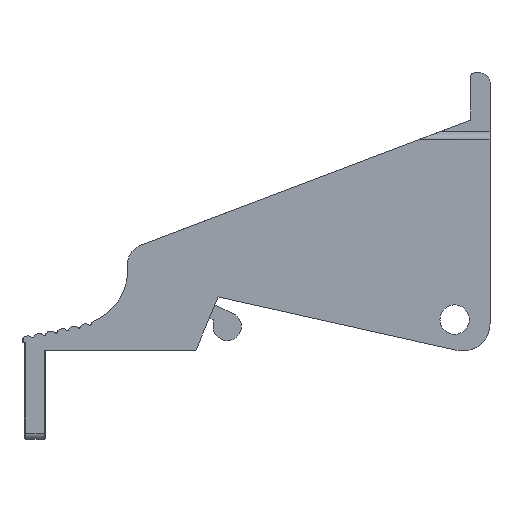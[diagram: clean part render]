
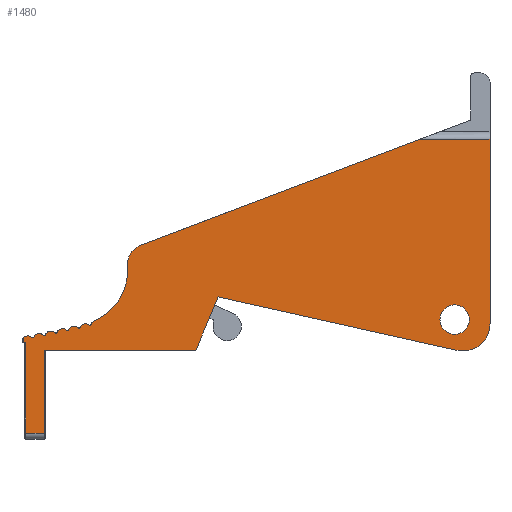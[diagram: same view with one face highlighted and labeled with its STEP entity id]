
A CAD part, left-side view. The second image highlights one B-rep face of the part: STEP entity #1480.
In plain terms, the highlighted planar face has unit normal (-1, 0, 0).
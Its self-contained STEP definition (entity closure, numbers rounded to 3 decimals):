
#1=CARTESIAN_POINT('',(0.,3.,0.36));
#2=DIRECTION('',(-1.,0.,0.));
#3=DIRECTION('',(0.,0.,-1.));
#4=AXIS2_PLACEMENT_3D('',#1,#2,#3);
#6=CARTESIAN_POINT('',(0.,3.,0.36));
#7=DIRECTION('',(-1.,0.,0.));
#8=DIRECTION('',(0.,0.,1.));
#9=AXIS2_PLACEMENT_3D('',#6,#7,#8);
#11=CARTESIAN_POINT('',(0.,35.287,-0.698));
#12=DIRECTION('',(1.,0.,0.));
#13=DIRECTION('',(0.,0.93,0.367));
#14=AXIS2_PLACEMENT_3D('',#11,#12,#13);
#16=CARTESIAN_POINT('',(0.,34.309,-0.49));
#17=DIRECTION('',(1.,0.,0.));
#18=DIRECTION('',(0.,0.93,0.367));
#19=AXIS2_PLACEMENT_3D('',#16,#17,#18);
#21=CARTESIAN_POINT('',(0.,33.354,-0.193));
#22=DIRECTION('',(1.,0.,0.));
#23=DIRECTION('',(0.,0.96,0.28));
#24=AXIS2_PLACEMENT_3D('',#21,#22,#23);
#26=CARTESIAN_POINT('',(0.,35.34,4.505));
#27=DIRECTION('',(-1.,0.,0.));
#28=DIRECTION('',(0.,-0.389,-0.921));
#29=AXIS2_PLACEMENT_3D('',#26,#27,#28);
#31=CARTESIAN_POINT('',(0.,29.14,5.131));
#32=DIRECTION('',(1.,0.,0.));
#33=DIRECTION('',(0.,1.,0.));
#34=AXIS2_PLACEMENT_3D('',#31,#32,#33);
#36=DIRECTION('',(0.,-0.935,0.355));
#37=VECTOR('',#36,25.504);
#38=CARTESIAN_POINT('',(0.,29.708,6.627));
#39=LINE('',#38,#37);
#40=CARTESIAN_POINT('',(0.,2.3,0.));
#41=DIRECTION('',(1.,0.,0.));
#42=DIRECTION('',(0.,-1.,0.));
#43=AXIS2_PLACEMENT_3D('',#40,#41,#42);
#45=DIRECTION('',(0.,0.976,0.218));
#46=VECTOR('',#45,20.738);
#47=CARTESIAN_POINT('',(0.,2.802,-2.245));
#48=LINE('',#47,#46);
#49=DIRECTION('',(0.,0.391,-0.921));
#50=VECTOR('',#49,4.888);
#51=CARTESIAN_POINT('',(0.,23.04,2.279));
#52=LINE('',#51,#50);
#53=DIRECTION('',(0.,0.,-1.));
#54=VECTOR('',#53,7.05);
#55=CARTESIAN_POINT('',(0.,37.8,-2.22));
#56=LINE('',#55,#54);
#57=DIRECTION('',(0.,1.,0.));
#58=VECTOR('',#57,1.6);
#59=CARTESIAN_POINT('',(0.,37.8,-9.27));
#60=LINE('',#59,#58);
#61=DIRECTION('',(0.,0.,-1.));
#62=VECTOR('',#61,7.7);
#63=CARTESIAN_POINT('',(0.,39.4,-1.57));
#64=LINE('',#63,#62);
#65=DIRECTION('',(0.,0.,1.));
#66=VECTOR('',#65,0.341);
#67=CARTESIAN_POINT('',(0.,39.6,-1.57));
#68=LINE('',#67,#66);
#69=CARTESIAN_POINT('',(0.,39.2,-1.529));
#70=DIRECTION('',(1.,0.,0.));
#71=DIRECTION('',(0.,0.8,0.6));
#72=AXIS2_PLACEMENT_3D('',#69,#70,#71);
#74=CARTESIAN_POINT('',(0.,38.222,-1.322));
#75=DIRECTION('',(1.,0.,0.));
#76=DIRECTION('',(0.,0.93,0.367));
#77=AXIS2_PLACEMENT_3D('',#74,#75,#76);
#79=CARTESIAN_POINT('',(0.,37.244,-1.114));
#80=DIRECTION('',(1.,0.,0.));
#81=DIRECTION('',(0.,0.93,0.367));
#82=AXIS2_PLACEMENT_3D('',#79,#80,#81);
#84=CARTESIAN_POINT('',(0.,36.266,-0.906));
#85=DIRECTION('',(1.,0.,0.));
#86=DIRECTION('',(0.,0.93,0.367));
#87=AXIS2_PLACEMENT_3D('',#84,#85,#86);
#176=DIRECTION('',(0.,0.,1.));
#177=VECTOR('',#176,15.68);
#178=CARTESIAN_POINT('',(0.,0.,0.));
#179=LINE('',#178,#177);
#205=DIRECTION('',(0.,-1.,0.));
#206=VECTOR('',#205,12.85);
#207=CARTESIAN_POINT('',(0.,37.8,-2.22));
#208=LINE('',#207,#206);
#488=CARTESIAN_POINT('',(0.,33.93,-0.025));
#489=DIRECTION('',(1.,0.,0.));
#490=DIRECTION('',(0.,-0.96,-0.28));
#491=AXIS2_PLACEMENT_3D('',#488,#489,#490);
#506=CARTESIAN_POINT('',(0.,34.867,-0.269));
#507=DIRECTION('',(1.,0.,0.));
#508=DIRECTION('',(0.,-0.93,-0.367));
#509=AXIS2_PLACEMENT_3D('',#506,#507,#508);
#524=CARTESIAN_POINT('',(0.,35.845,-0.477));
#525=DIRECTION('',(1.,0.,0.));
#526=DIRECTION('',(0.,-0.93,-0.367));
#527=AXIS2_PLACEMENT_3D('',#524,#525,#526);
#542=CARTESIAN_POINT('',(0.,36.824,-0.685));
#543=DIRECTION('',(1.,0.,0.));
#544=DIRECTION('',(0.,-0.93,-0.367));
#545=AXIS2_PLACEMENT_3D('',#542,#543,#544);
#560=CARTESIAN_POINT('',(0.,37.802,-0.893));
#561=DIRECTION('',(1.,0.,0.));
#562=DIRECTION('',(0.,-0.93,-0.367));
#563=AXIS2_PLACEMENT_3D('',#560,#561,#562);
#578=CARTESIAN_POINT('',(0.,38.78,-1.101));
#579=DIRECTION('',(1.,0.,0.));
#580=DIRECTION('',(0.,-0.93,-0.367));
#581=AXIS2_PLACEMENT_3D('',#578,#579,#580);
#587=CARTESIAN_POINT('',(0.,39.6,-1.229));
#613=DIRECTION('',(0.,-1.,0.));
#614=VECTOR('',#613,0.2);
#615=CARTESIAN_POINT('',(0.,39.6,-1.57));
#616=LINE('',#615,#614);
#981=DIRECTION('',(0.,0.,-1.));
#982=VECTOR('',#981,0.626);
#983=CARTESIAN_POINT('',(0.,30.74,5.131));
#984=LINE('',#983,#982);
#1054=DIRECTION('',(0.,1.,0.));
#1055=VECTOR('',#1054,5.864);
#1056=CARTESIAN_POINT('',(0.,0.,15.68));
#1057=LINE('',#1056,#1055);
#1101=CARTESIAN_POINT('',(0.,3.,-0.89));
#1102=CARTESIAN_POINT('',(0.,3.,1.61));
#1103=VERTEX_POINT('',#1101);
#1104=VERTEX_POINT('',#1102);
#1105=CARTESIAN_POINT('',(0.,30.74,5.131));
#1106=CARTESIAN_POINT('',(0.,30.74,4.505));
#1107=VERTEX_POINT('',#1105);
#1108=VERTEX_POINT('',#1106);
#1109=CARTESIAN_POINT('',(0.,29.708,6.627));
#1110=CARTESIAN_POINT('',(0.,5.864,15.68));
#1111=VERTEX_POINT('',#1109);
#1112=VERTEX_POINT('',#1110);
#1113=CARTESIAN_POINT('',(0.,0.,15.68));
#1114=VERTEX_POINT('',#1113);
#1115=CARTESIAN_POINT('',(0.,0.,0.));
#1116=VERTEX_POINT('',#1115);
#1117=CARTESIAN_POINT('',(0.,2.802,-2.245));
#1118=CARTESIAN_POINT('',(0.,23.04,2.279));
#1119=VERTEX_POINT('',#1117);
#1120=VERTEX_POINT('',#1118);
#1121=CARTESIAN_POINT('',(0.,24.95,-2.22));
#1122=VERTEX_POINT('',#1121);
#1313=CARTESIAN_POINT('',(0.,39.4,-9.27));
#1314=VERTEX_POINT('',#1313);
#1317=CARTESIAN_POINT('',(0.,39.4,-1.57));
#1318=VERTEX_POINT('',#1317);
#1339=CARTESIAN_POINT('',(0.,37.8,-9.27));
#1340=VERTEX_POINT('',#1339);
#1343=CARTESIAN_POINT('',(0.,37.8,-2.22));
#1344=VERTEX_POINT('',#1343);
#1345=CARTESIAN_POINT('',(0.,39.6,-1.57));
#1346=VERTEX_POINT('',#1345);
#1354=CARTESIAN_POINT('',(0.,33.549,0.268));
#1356=VERTEX_POINT('',#1354);
#1362=VERTEX_POINT('',#587);
#1364=CARTESIAN_POINT('',(0.,33.994,-0.102));
#1366=VERTEX_POINT('',#1364);
#1368=CARTESIAN_POINT('',(0.,33.834,-0.053));
#1370=VERTEX_POINT('',#1368);
#1372=CARTESIAN_POINT('',(0.,34.937,-0.341));
#1374=VERTEX_POINT('',#1372);
#1376=CARTESIAN_POINT('',(0.,34.774,-0.306));
#1378=VERTEX_POINT('',#1376);
#1380=CARTESIAN_POINT('',(0.,35.915,-0.549));
#1382=VERTEX_POINT('',#1380);
#1384=CARTESIAN_POINT('',(0.,35.752,-0.514));
#1386=VERTEX_POINT('',#1384);
#1388=CARTESIAN_POINT('',(0.,36.894,-0.757));
#1390=VERTEX_POINT('',#1388);
#1392=CARTESIAN_POINT('',(0.,36.731,-0.722));
#1394=VERTEX_POINT('',#1392);
#1396=CARTESIAN_POINT('',(0.,37.872,-0.965));
#1398=VERTEX_POINT('',#1396);
#1400=CARTESIAN_POINT('',(0.,37.709,-0.93));
#1402=VERTEX_POINT('',#1400);
#1404=CARTESIAN_POINT('',(0.,38.85,-1.172));
#1406=VERTEX_POINT('',#1404);
#1408=CARTESIAN_POINT('',(0.,38.687,-1.138));
#1410=VERTEX_POINT('',#1408);
#1411=CARTESIAN_POINT('',(0.,19.12,6.69));
#1412=DIRECTION('',(1.,0.,0.));
#1413=DIRECTION('',(0.,0.,-1.));
#1414=AXIS2_PLACEMENT_3D('',#1411,#1412,#1413);
#1415=PLANE('',#1414);
#1417=ORIENTED_EDGE('',*,*,#1416,.T.);
#1419=ORIENTED_EDGE('',*,*,#1418,.F.);
#1421=ORIENTED_EDGE('',*,*,#1420,.T.);
#1423=ORIENTED_EDGE('',*,*,#1422,.F.);
#1425=ORIENTED_EDGE('',*,*,#1424,.T.);
#1427=ORIENTED_EDGE('',*,*,#1426,.T.);
#1429=ORIENTED_EDGE('',*,*,#1428,.F.);
#1431=ORIENTED_EDGE('',*,*,#1430,.T.);
#1433=ORIENTED_EDGE('',*,*,#1432,.T.);
#1435=ORIENTED_EDGE('',*,*,#1434,.F.);
#1437=ORIENTED_EDGE('',*,*,#1436,.F.);
#1439=ORIENTED_EDGE('',*,*,#1438,.T.);
#1441=ORIENTED_EDGE('',*,*,#1440,.T.);
#1443=ORIENTED_EDGE('',*,*,#1442,.T.);
#1445=ORIENTED_EDGE('',*,*,#1444,.F.);
#1447=ORIENTED_EDGE('',*,*,#1446,.T.);
#1449=ORIENTED_EDGE('',*,*,#1448,.T.);
#1451=ORIENTED_EDGE('',*,*,#1450,.F.);
#1453=ORIENTED_EDGE('',*,*,#1452,.F.);
#1455=ORIENTED_EDGE('',*,*,#1454,.T.);
#1457=ORIENTED_EDGE('',*,*,#1456,.T.);
#1459=ORIENTED_EDGE('',*,*,#1458,.F.);
#1461=ORIENTED_EDGE('',*,*,#1460,.T.);
#1463=ORIENTED_EDGE('',*,*,#1462,.F.);
#1465=ORIENTED_EDGE('',*,*,#1464,.T.);
#1467=ORIENTED_EDGE('',*,*,#1466,.F.);
#1469=ORIENTED_EDGE('',*,*,#1468,.T.);
#1471=ORIENTED_EDGE('',*,*,#1470,.F.);
#1472=EDGE_LOOP('',(#1417,#1419,#1421,#1423,#1425,#1427,#1429,#1431,#1433,#1435,
#1437,#1439,#1441,#1443,#1445,#1447,#1449,#1451,#1453,#1455,#1457,#1459,#1461,
#1463,#1465,#1467,#1469,#1471));
#1473=FACE_OUTER_BOUND('',#1472,.F.);
#1475=ORIENTED_EDGE('',*,*,#1474,.T.);
#1477=ORIENTED_EDGE('',*,*,#1476,.T.);
#1478=EDGE_LOOP('',(#1475,#1477));
#1479=FACE_BOUND('',#1478,.F.);
#5=CIRCLE('',#4,1.25);
#10=CIRCLE('',#9,1.25);
#15=CIRCLE('',#14,0.5);
#20=CIRCLE('',#19,0.5);
#25=CIRCLE('',#24,0.5);
#30=CIRCLE('',#29,4.6);
#35=CIRCLE('',#34,1.6);
#44=CIRCLE('',#43,2.3);
#73=CIRCLE('',#72,0.5);
#78=CIRCLE('',#77,0.5);
#83=CIRCLE('',#82,0.5);
#88=CIRCLE('',#87,0.5);
#492=CIRCLE('',#491,0.1);
#510=CIRCLE('',#509,0.1);
#528=CIRCLE('',#527,0.1);
#546=CIRCLE('',#545,0.1);
#564=CIRCLE('',#563,0.1);
#582=CIRCLE('',#581,0.1);
#1416=EDGE_CURVE('',#1386,#1374,#15,.T.);
#1418=EDGE_CURVE('',#1378,#1374,#510,.T.);
#1420=EDGE_CURVE('',#1378,#1366,#20,.T.);
#1422=EDGE_CURVE('',#1370,#1366,#492,.T.);
#1424=EDGE_CURVE('',#1370,#1356,#25,.T.);
#1426=EDGE_CURVE('',#1356,#1108,#30,.T.);
#1428=EDGE_CURVE('',#1107,#1108,#984,.T.);
#1430=EDGE_CURVE('',#1107,#1111,#35,.T.);
#1432=EDGE_CURVE('',#1111,#1112,#39,.T.);
#1434=EDGE_CURVE('',#1114,#1112,#1057,.T.);
#1436=EDGE_CURVE('',#1116,#1114,#179,.T.);
#1438=EDGE_CURVE('',#1116,#1119,#44,.T.);
#1440=EDGE_CURVE('',#1119,#1120,#48,.T.);
#1442=EDGE_CURVE('',#1120,#1122,#52,.T.);
#1444=EDGE_CURVE('',#1344,#1122,#208,.T.);
#1446=EDGE_CURVE('',#1344,#1340,#56,.T.);
#1448=EDGE_CURVE('',#1340,#1314,#60,.T.);
#1450=EDGE_CURVE('',#1318,#1314,#64,.T.);
#1452=EDGE_CURVE('',#1346,#1318,#616,.T.);
#1454=EDGE_CURVE('',#1346,#1362,#68,.T.);
#1456=EDGE_CURVE('',#1362,#1406,#73,.T.);
#1458=EDGE_CURVE('',#1410,#1406,#582,.T.);
#1460=EDGE_CURVE('',#1410,#1398,#78,.T.);
#1462=EDGE_CURVE('',#1402,#1398,#564,.T.);
#1464=EDGE_CURVE('',#1402,#1390,#83,.T.);
#1466=EDGE_CURVE('',#1394,#1390,#546,.T.);
#1468=EDGE_CURVE('',#1394,#1382,#88,.T.);
#1470=EDGE_CURVE('',#1386,#1382,#528,.T.);
#1474=EDGE_CURVE('',#1103,#1104,#5,.T.);
#1476=EDGE_CURVE('',#1104,#1103,#10,.T.);
#1480=ADVANCED_FACE('',(#1473,#1479),#1415,.F.);
